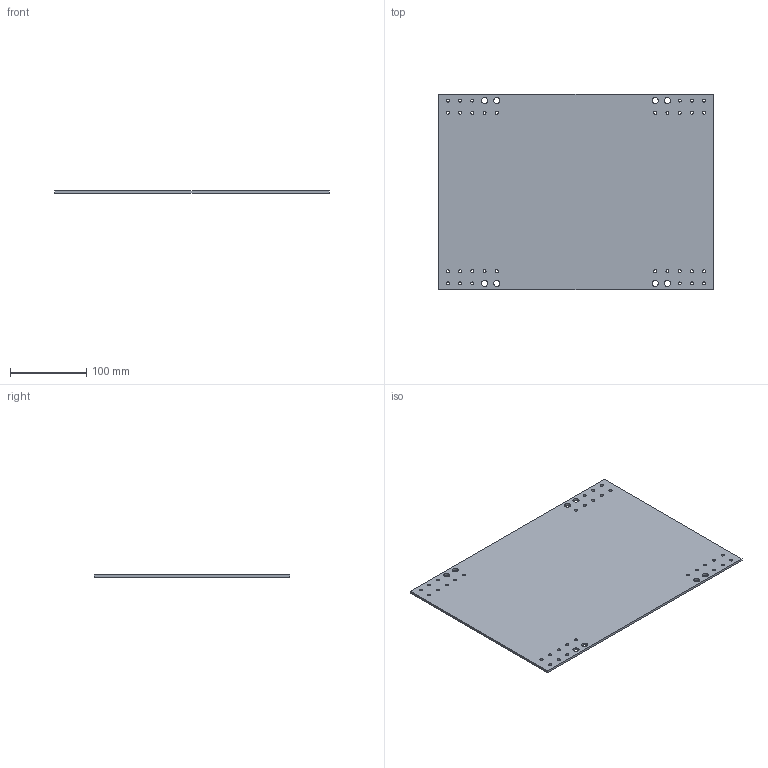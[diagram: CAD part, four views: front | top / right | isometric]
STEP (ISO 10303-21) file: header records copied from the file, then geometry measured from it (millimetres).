
FILE_DESCRIPTION(('STEP AP203'), '1');
FILE_NAME('ïðèíòåð_Áðàéëÿ_áàçà', '', ('UNSPECIFIED'), ('UNSPECIFIED'), 'C3D Converter', 'C3D Toolkit', '');
FILE_SCHEMA(('CONFIG_CONTROL_DESIGN'));
Length unit declared in the file: millimetre
Bounding box: 360 x 256 x 3 mm (x, y, z)
Volume: 274067.3 mm3; surface area: 188217.1 mm2
Topology: 1 solids, 1 shells, 46 faces, 132 edges, 88 vertices
Faces by surface type: cylinder 40, plane 6
Full cylindrical faces by diameter (mm): 4 x32, 8 x8
Entity records: 1924 total; most frequent: DIRECTION 266, CARTESIAN_POINT 227, ORIENTED_EDGE 184, EDGE_LOOP 166, AXIS2_PLACEMENT_3D 127, EDGE_CURVE 92, VERTEX_POINT 88, FACE_BOUND 86
